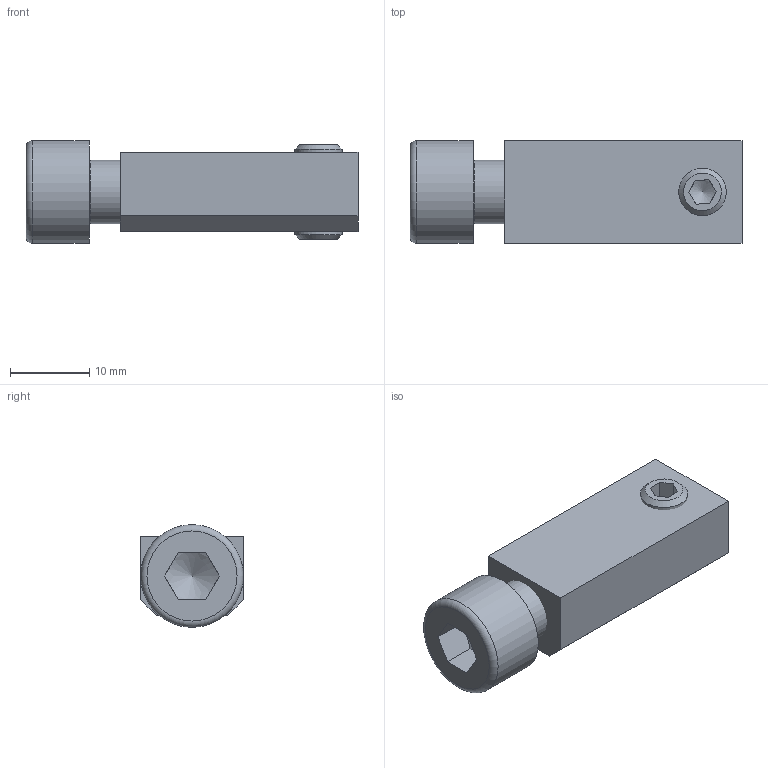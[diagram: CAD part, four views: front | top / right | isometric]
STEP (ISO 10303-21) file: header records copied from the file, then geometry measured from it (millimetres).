
FILE_DESCRIPTION(/* description */ (''),/* implementation_level */ '2;1');
FILE_NAME(/* name */ '321800.stp',/* time_stamp */ '2014-03-15T10:53:32+01:00',/* author */ ('jank'),/* organization */ ('Alutec K&K'),/* preprocessor_version */ 'ST-DEVELOPER v15.2',/* originating_system */ 'Autodesk Inventor 2014',/* authorisation */ '');
FILE_SCHEMA (('AUTOMOTIVE_DESIGN { 1 0 10303 214 3 1 1 }'));
Length unit declared in the file: millimetre
Products named in the file (1): 321800
Bounding box: 42 x 13 x 13 mm (x, y, z)
Volume: 5150.4 mm3; surface area: 3525.6 mm2
Topology: 3 solids, 3 shells, 38 faces, 86 edges, 55 vertices
Faces by surface type: plane 25, cone 6, cylinder 5, torus 2
Full cylindrical faces by diameter (mm): 4.917 x1, 6 x1, 6.647 x1, 8 x1, 13 x1
Entity records: 973 total; most frequent: CARTESIAN_POINT 183, DIRECTION 150, ORIENTED_EDGE 138, EDGE_CURVE 69, EDGE_LOOP 54, AXIS2_PLACEMENT_3D 54, VERTEX_POINT 51, LINE 42
